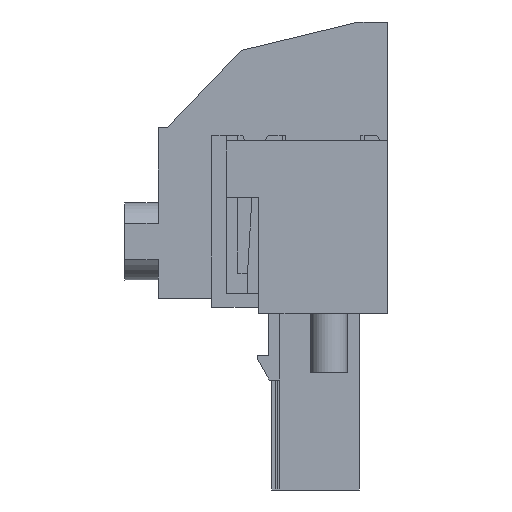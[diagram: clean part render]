
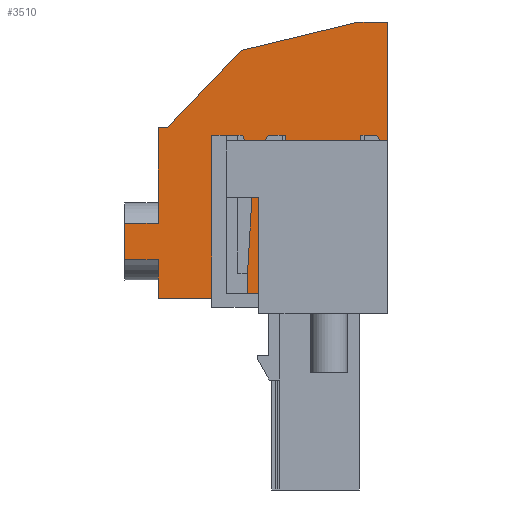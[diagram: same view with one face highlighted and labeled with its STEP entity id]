
A CAD part, left-side view. The second image highlights one B-rep face of the part: STEP entity #3510.
In plain terms, the highlighted planar face has unit normal (-1, 0, 0).
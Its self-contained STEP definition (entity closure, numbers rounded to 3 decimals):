
#3391=AXIS2_PLACEMENT_3D('Plane Axis2P3D',#3388,#3389,#3390) ;
#570=CARTESIAN_POINT('Vertex',(7.62,0.,41.15)) ;
#573=CARTESIAN_POINT('Line Origine',(7.62,0.,35.925)) ;
#577=CARTESIAN_POINT('Vertex',(7.62,0.,30.7)) ;
#1133=CARTESIAN_POINT('Vertex',(7.62,11.3,16.85)) ;
#1299=CARTESIAN_POINT('Vertex',(7.62,11.36,30.7)) ;
#1302=CARTESIAN_POINT('Line Origine',(7.62,11.33,23.775)) ;
#3376=CARTESIAN_POINT('Line Origine',(7.62,5.68,30.7)) ;
#3388=CARTESIAN_POINT('Axis2P3D Location',(7.62,20.15,20.25)) ;
#3393=CARTESIAN_POINT('Line Origine',(7.62,21.625,20.25)) ;
#3397=CARTESIAN_POINT('Vertex',(7.62,20.15,20.25)) ;
#3399=CARTESIAN_POINT('Vertex',(7.62,23.1,20.25)) ;
#3402=CARTESIAN_POINT('Line Origine',(7.62,20.15,18.55)) ;
#3406=CARTESIAN_POINT('Vertex',(7.62,20.15,16.85)) ;
#3409=CARTESIAN_POINT('Line Origine',(7.62,15.725,16.85)) ;
#3414=CARTESIAN_POINT('Line Origine',(7.62,1.25,41.15)) ;
#3418=CARTESIAN_POINT('Vertex',(7.62,2.5,41.15)) ;
#3421=CARTESIAN_POINT('Line Origine',(7.62,7.674,39.9)) ;
#3425=CARTESIAN_POINT('Vertex',(7.62,12.849,38.65)) ;
#3428=CARTESIAN_POINT('Line Origine',(7.62,16.099,35.25)) ;
#3432=CARTESIAN_POINT('Vertex',(7.62,19.35,31.85)) ;
#3435=CARTESIAN_POINT('Line Origine',(7.62,19.75,31.85)) ;
#3439=CARTESIAN_POINT('Vertex',(7.62,20.15,31.85)) ;
#3442=CARTESIAN_POINT('Line Origine',(7.62,20.15,27.65)) ;
#3446=CARTESIAN_POINT('Vertex',(7.62,20.15,23.45)) ;
#3449=CARTESIAN_POINT('Line Origine',(7.62,21.625,23.45)) ;
#3453=CARTESIAN_POINT('Vertex',(7.62,23.1,23.45)) ;
#3456=CARTESIAN_POINT('Line Origine',(7.62,23.1,21.85)) ;
#3476=CARTESIAN_POINT('Line Origine',(7.62,13.66,30.7)) ;
#3480=CARTESIAN_POINT('Vertex',(7.62,14.16,30.7)) ;
#3482=CARTESIAN_POINT('Vertex',(7.62,13.16,30.7)) ;
#3485=CARTESIAN_POINT('Line Origine',(7.62,13.16,28.2)) ;
#3489=CARTESIAN_POINT('Vertex',(7.62,13.16,25.7)) ;
#3492=CARTESIAN_POINT('Line Origine',(7.62,13.66,25.7)) ;
#3496=CARTESIAN_POINT('Vertex',(7.62,14.16,25.7)) ;
#3499=CARTESIAN_POINT('Line Origine',(7.62,14.16,28.2)) ;
#574=DIRECTION('Vector Direction',(0.,0.,1.)) ;
#1303=DIRECTION('Vector Direction',(0.,0.004,1.)) ;
#3377=DIRECTION('Vector Direction',(0.,1.,0.)) ;
#3389=DIRECTION('Axis2P3D Direction',(-1.,0.,0.)) ;
#3390=DIRECTION('Axis2P3D XDirection',(0.,0.,1.)) ;
#3394=DIRECTION('Vector Direction',(0.,1.,0.)) ;
#3403=DIRECTION('Vector Direction',(0.,0.,1.)) ;
#3410=DIRECTION('Vector Direction',(0.,-1.,0.)) ;
#3415=DIRECTION('Vector Direction',(0.,1.,0.)) ;
#3422=DIRECTION('Vector Direction',(0.,0.972,-0.235)) ;
#3429=DIRECTION('Vector Direction',(0.,-0.691,0.723)) ;
#3436=DIRECTION('Vector Direction',(0.,-1.,0.)) ;
#3443=DIRECTION('Vector Direction',(0.,0.,1.)) ;
#3450=DIRECTION('Vector Direction',(0.,1.,0.)) ;
#3457=DIRECTION('Vector Direction',(0.,0.,1.)) ;
#3477=DIRECTION('Vector Direction',(0.,-1.,0.)) ;
#3486=DIRECTION('Vector Direction',(0.,0.,1.)) ;
#3493=DIRECTION('Vector Direction',(0.,-1.,0.)) ;
#3500=DIRECTION('Vector Direction',(0.,0.,1.)) ;
#575=VECTOR('Line Direction',#574,1.) ;
#1304=VECTOR('Line Direction',#1303,1.) ;
#3378=VECTOR('Line Direction',#3377,1.) ;
#3395=VECTOR('Line Direction',#3394,1.) ;
#3404=VECTOR('Line Direction',#3403,1.) ;
#3411=VECTOR('Line Direction',#3410,1.) ;
#3416=VECTOR('Line Direction',#3415,1.) ;
#3423=VECTOR('Line Direction',#3422,1.) ;
#3430=VECTOR('Line Direction',#3429,1.) ;
#3437=VECTOR('Line Direction',#3436,1.) ;
#3444=VECTOR('Line Direction',#3443,1.) ;
#3451=VECTOR('Line Direction',#3450,1.) ;
#3458=VECTOR('Line Direction',#3457,1.) ;
#3478=VECTOR('Line Direction',#3477,1.) ;
#3487=VECTOR('Line Direction',#3486,1.) ;
#3494=VECTOR('Line Direction',#3493,1.) ;
#3501=VECTOR('Line Direction',#3500,1.) ;
#3462=ORIENTED_EDGE('',*,*,#3401,.F.) ;
#3463=ORIENTED_EDGE('',*,*,#3408,.T.) ;
#3464=ORIENTED_EDGE('',*,*,#3413,.T.) ;
#3465=ORIENTED_EDGE('',*,*,#1306,.T.) ;
#3466=ORIENTED_EDGE('',*,*,#3380,.T.) ;
#3467=ORIENTED_EDGE('',*,*,#579,.T.) ;
#3468=ORIENTED_EDGE('',*,*,#3420,.T.) ;
#3469=ORIENTED_EDGE('',*,*,#3427,.T.) ;
#3470=ORIENTED_EDGE('',*,*,#3434,.F.) ;
#3471=ORIENTED_EDGE('',*,*,#3441,.F.) ;
#3472=ORIENTED_EDGE('',*,*,#3448,.T.) ;
#3473=ORIENTED_EDGE('',*,*,#3455,.T.) ;
#3474=ORIENTED_EDGE('',*,*,#3460,.F.) ;
#3505=ORIENTED_EDGE('',*,*,#3484,.T.) ;
#3506=ORIENTED_EDGE('',*,*,#3491,.T.) ;
#3507=ORIENTED_EDGE('',*,*,#3498,.F.) ;
#3508=ORIENTED_EDGE('',*,*,#3503,.F.) ;
#3509=FACE_BOUND('',#3504,.T.) ;
#3510=ADVANCED_FACE('HOUSING',(#3475,#3509),#3392,.T.) ;
#579=EDGE_CURVE('',#578,#571,#576,.T.) ;
#1306=EDGE_CURVE('',#1134,#1300,#1305,.T.) ;
#3380=EDGE_CURVE('',#1300,#578,#3379,.F.) ;
#3401=EDGE_CURVE('',#3398,#3400,#3396,.T.) ;
#3408=EDGE_CURVE('',#3398,#3407,#3405,.F.) ;
#3413=EDGE_CURVE('',#3407,#1134,#3412,.T.) ;
#3420=EDGE_CURVE('',#571,#3419,#3417,.T.) ;
#3427=EDGE_CURVE('',#3419,#3426,#3424,.T.) ;
#3434=EDGE_CURVE('',#3433,#3426,#3431,.T.) ;
#3441=EDGE_CURVE('',#3440,#3433,#3438,.T.) ;
#3448=EDGE_CURVE('',#3440,#3447,#3445,.F.) ;
#3455=EDGE_CURVE('',#3447,#3454,#3452,.T.) ;
#3460=EDGE_CURVE('',#3400,#3454,#3459,.T.) ;
#3484=EDGE_CURVE('',#3481,#3483,#3479,.T.) ;
#3491=EDGE_CURVE('',#3483,#3490,#3488,.F.) ;
#3498=EDGE_CURVE('',#3497,#3490,#3495,.T.) ;
#3503=EDGE_CURVE('',#3481,#3497,#3502,.F.) ;
#3461=EDGE_LOOP('',(#3462,#3463,#3464,#3465,#3466,#3467,#3468,#3469,#3470,#3471,#3472,#3473,#3474)) ;
#3504=EDGE_LOOP('',(#3505,#3506,#3507,#3508)) ;
#3475=FACE_OUTER_BOUND('',#3461,.T.) ;
#576=LINE('Line',#573,#575) ;
#1305=LINE('Line',#1302,#1304) ;
#3379=LINE('Line',#3376,#3378) ;
#3396=LINE('Line',#3393,#3395) ;
#3405=LINE('Line',#3402,#3404) ;
#3412=LINE('Line',#3409,#3411) ;
#3417=LINE('Line',#3414,#3416) ;
#3424=LINE('Line',#3421,#3423) ;
#3431=LINE('Line',#3428,#3430) ;
#3438=LINE('Line',#3435,#3437) ;
#3445=LINE('Line',#3442,#3444) ;
#3452=LINE('Line',#3449,#3451) ;
#3459=LINE('Line',#3456,#3458) ;
#3479=LINE('Line',#3476,#3478) ;
#3488=LINE('Line',#3485,#3487) ;
#3495=LINE('Line',#3492,#3494) ;
#3502=LINE('Line',#3499,#3501) ;
#3392=PLANE('',#3391) ;
#571=VERTEX_POINT('',#570) ;
#578=VERTEX_POINT('',#577) ;
#1134=VERTEX_POINT('',#1133) ;
#1300=VERTEX_POINT('',#1299) ;
#3398=VERTEX_POINT('',#3397) ;
#3400=VERTEX_POINT('',#3399) ;
#3407=VERTEX_POINT('',#3406) ;
#3419=VERTEX_POINT('',#3418) ;
#3426=VERTEX_POINT('',#3425) ;
#3433=VERTEX_POINT('',#3432) ;
#3440=VERTEX_POINT('',#3439) ;
#3447=VERTEX_POINT('',#3446) ;
#3454=VERTEX_POINT('',#3453) ;
#3481=VERTEX_POINT('',#3480) ;
#3483=VERTEX_POINT('',#3482) ;
#3490=VERTEX_POINT('',#3489) ;
#3497=VERTEX_POINT('',#3496) ;
